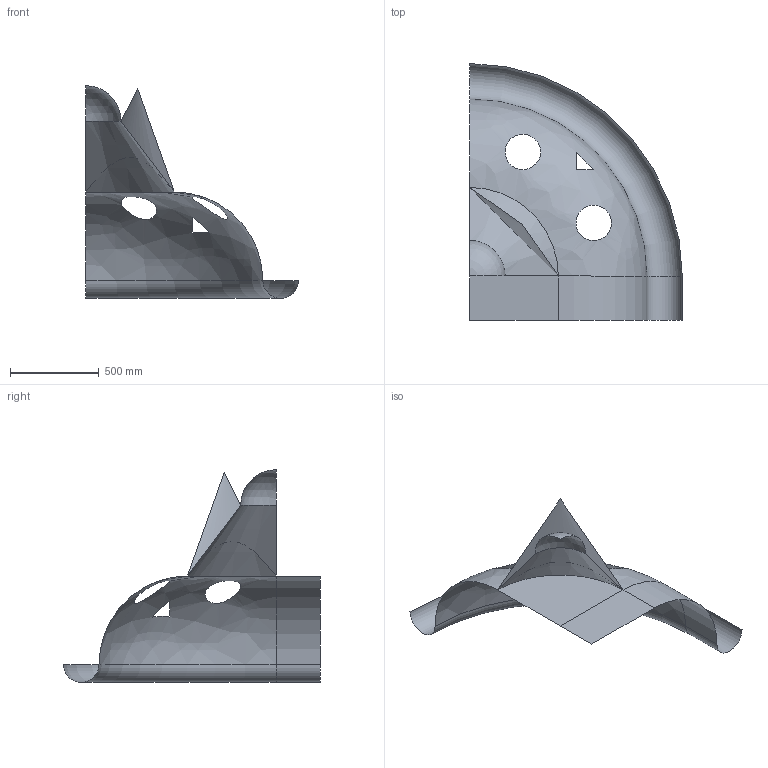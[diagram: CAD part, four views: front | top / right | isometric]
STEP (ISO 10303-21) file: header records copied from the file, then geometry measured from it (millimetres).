
FILE_DESCRIPTION((''),'1');
FILE_NAME('PE_T4','1997-02-07T18:04:57',('muschik'),(''),'PRO/ENGINEER BY PARAMETRIC TECHNOLOGY CORPORATION, 9652','PRO/ENGINEER BY PARAMETRIC TECHNOLOGY CORPORATION, 9652','');
FILE_SCHEMA(('AUTOMOTIVE_DESIGN_CC2 { 1 2 10303 214 -1 1 5 2 }'));
Length unit declared in the file: millimetre
Products named in the file (1): PE_T4
Bounding box: 1200 x 1450 x 1200 mm (x, y, z)
Surface area: 2523814.1 mm2 (no closed solid volume)
Topology: 0 solids, 0 shells, 9 faces, 43 edges, 42 vertices
Faces by surface type: plane 2, cylinder 2, bspline 2, sphere 1, torus 1, cone 1
Entity records: 879 total; most frequent: CARTESIAN_POINT 351, DIRECTION 97, TRIMMED_CURVE 65, VECTOR 47, LINE 47, DEFINITIONAL_REPRESENTATION 42, PCURVE 42, COMPOSITE_CURVE_SEGMENT 42
